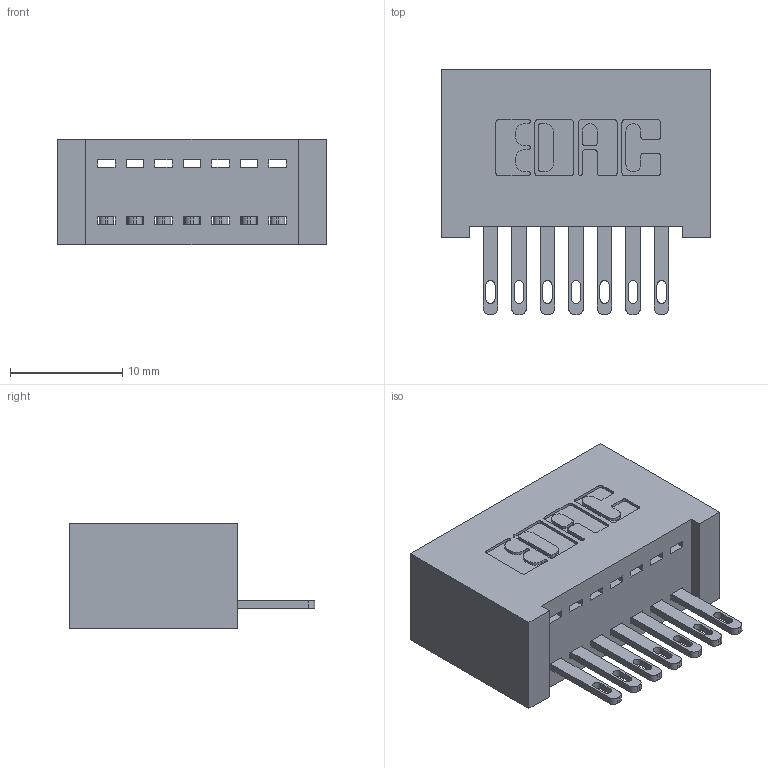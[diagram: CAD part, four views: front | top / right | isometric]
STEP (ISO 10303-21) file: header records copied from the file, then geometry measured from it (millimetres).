
FILE_DESCRIPTION (( 'STEP AP203' ), '1' );
FILE_NAME ('892-007-500-101.STEP', '2020-09-21T12:32:16', ( '' ), ( '' ), 'SwSTEP 2.0', 'SolidWorks 2020', '' );
FILE_SCHEMA (( 'CONFIG_CONTROL_DESIGN' ));
Length unit declared in the file: inch
Products named in the file (3): 842 Part_Lugless; 345-292-001_345-293-100; 892-007-500-101
Assembly tree (8 placements, depth 2):
  892-007-500-101
    842 Part_Lugless
    345-292-001_345-293-100  x7
Bounding box: 24.03 x 21.85 x 9.4 mm (x, y, z)
Volume: 2391.2 mm3; surface area: 3194.9 mm2
Topology: 8 solids, 8 shells, 480 faces, 1451 edges, 966 vertices
Faces by surface type: plane 314, cylinder 166
Entity records: 8327 total; most frequent: CARTESIAN_POINT 1447, ORIENTED_EDGE 1390, DIRECTION 1285, EDGE_CURVE 695, LINE 571, VECTOR 571, VERTEX_POINT 462, AXIS2_PLACEMENT_3D 357
